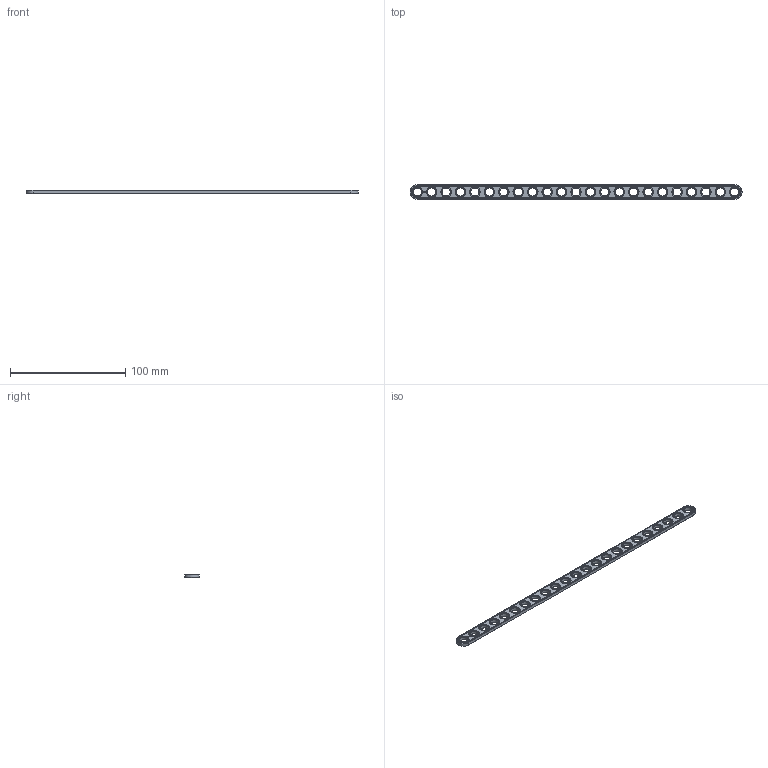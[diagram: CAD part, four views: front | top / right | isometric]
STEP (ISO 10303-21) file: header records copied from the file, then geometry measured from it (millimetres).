
FILE_DESCRIPTION(('FreeCAD Model'),'2;1');
FILE_NAME('Open CASCADE Shape Model','2021-03-06T13:31:51',( 'Paulo Kiefe'),('STEMFIE.org'),'Open CASCADE STEP processor 7.4', 'FreeCAD','Unknown');
FILE_SCHEMA(('AUTOMOTIVE_DESIGN { 1 0 10303 214 1 1 1 1 }'));
Length unit declared in the file: millimetre
Products named in the file (1): Brace_STR_STD_ERR_BU23x01x00.25_-_SPN-BRC-0022_(stemfie.org)
Bounding box: 287.5 x 12.5 x 3.12 mm (x, y, z)
Volume: 7982.4 mm3; surface area: 8642.9 mm2
Topology: 1 solids, 1 shells, 638 faces, 1683 edges, 1104 vertices
Faces by surface type: plane 340, extrusion 198, cone 50, cylinder 50
Full cylindrical faces by diameter (mm): 7 x23, 9.2 x23
Entity records: 43069 total; most frequent: CARTESIAN_POINT 10598, DIRECTION 5243, VECTOR 3984, LINE 3786, ORIENTED_EDGE 3366, PCURVE 3366, DEFINITIONAL_REPRESENTATION 3366, EDGE_CURVE 1683
